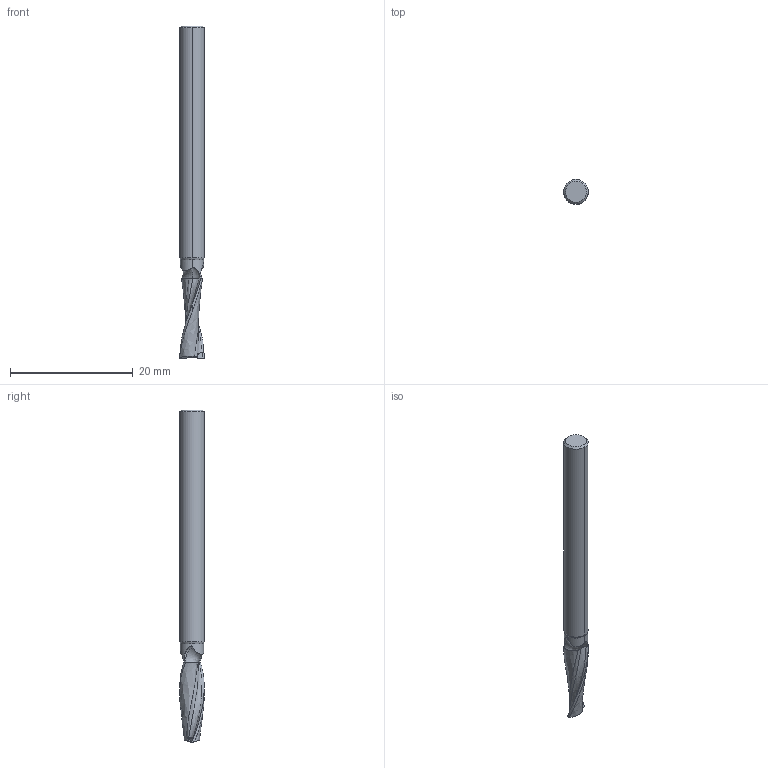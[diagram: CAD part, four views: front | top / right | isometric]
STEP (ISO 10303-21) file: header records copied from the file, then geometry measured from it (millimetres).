
FILE_DESCRIPTION(('no description'),'unknown implementation level');
FILE_NAME('EXN1-M01-0013-4-Detail.stp',' ',('CIMSOURCE GmbH'),('CADClick - KiM GmbH - www.kimweb.de'),'unknown preprocess','ACIS','unknown authorization');
FILE_SCHEMA(('automotive_design'));
Length unit declared in the file: millimetre
Products named in the file (2): NOCUT; CUT
Bounding box: 4 x 4 x 54 mm (x, y, z)
Volume: 579.4 mm3; surface area: 814 mm2
Topology: 2 solids, 2 shells, 78 faces, 212 edges, 136 vertices
Faces by surface type: plane 30, bspline 18, cone 12, revolution 10, cylinder 8
Entity records: 7937 total; most frequent: CARTESIAN_POINT 3738, STYLED_ITEM 428, PRESENTATION_STYLE_ASSIGNMENT 428, COLOUR_RGB 428, ORIENTED_EDGE 424, DIRECTION 304, EDGE_CURVE 212, CURVE_STYLE 212
